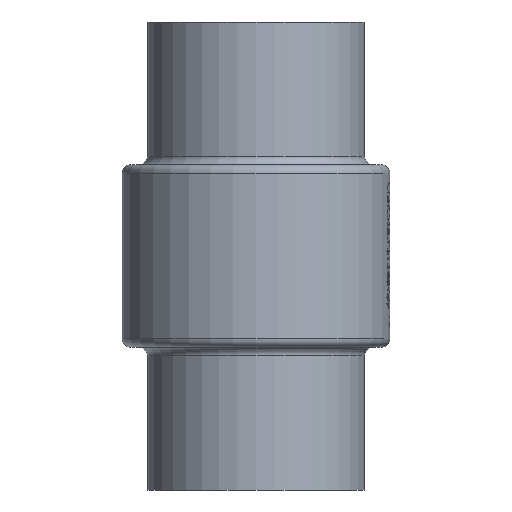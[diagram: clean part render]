
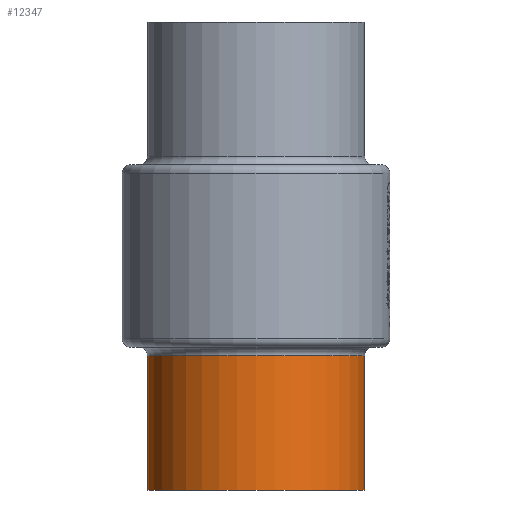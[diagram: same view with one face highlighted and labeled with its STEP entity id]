
A CAD part, front view. The second image highlights one B-rep face of the part: STEP entity #12347.
In plain terms, the highlighted cylindrical face has radius 38.05 mm (diameter 76.1 mm), a partial arc.
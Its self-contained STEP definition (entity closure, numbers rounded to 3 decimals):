
#89 = DIRECTION ( 'NONE',  ( 1., 0., 0. ) ) ;
#113 = CARTESIAN_POINT ( 'NONE',  ( 0., 0., -117. ) ) ;
#462 = CARTESIAN_POINT ( 'NONE',  ( 38.05, 0., -164. ) ) ;
#566 = ORIENTED_EDGE ( 'NONE', *, *, #20494, .F. ) ;
#1309 = FACE_OUTER_BOUND ( 'NONE', #9741, .T. ) ;
#2170 = CARTESIAN_POINT ( 'NONE',  ( 0., 0., -164. ) ) ;
#3021 = VERTEX_POINT ( 'NONE', #15090 ) ;
#3383 = CYLINDRICAL_SURFACE ( 'NONE', #16584, 38.05 ) ;
#3414 = VERTEX_POINT ( 'NONE', #24328 ) ;
#3749 = DIRECTION ( 'NONE',  ( 0., 0., -1. ) ) ;
#4160 = CARTESIAN_POINT ( 'NONE',  ( -38.05, 0., -164. ) ) ;
#4253 = EDGE_CURVE ( 'NONE', #7092, #3021, #17186, .T. ) ;
#7092 = VERTEX_POINT ( 'NONE', #23364 ) ;
#7715 = VECTOR ( 'NONE', #11171, 1000. ) ;
#8757 = AXIS2_PLACEMENT_3D ( 'NONE', #113, #3749, #20655 ) ;
#9032 = LINE ( 'NONE', #462, #19627 ) ;
#9741 = EDGE_LOOP ( 'NONE', ( #10878, #13079, #16477, #566 ) ) ;
#10878 = ORIENTED_EDGE ( 'NONE', *, *, #4253, .T. ) ;
#11042 = CARTESIAN_POINT ( 'NONE',  ( -38.05, 0., -164. ) ) ;
#11171 = DIRECTION ( 'NONE',  ( 0., 0., -1. ) ) ;
#12347 = ADVANCED_FACE ( 'NONE', ( #1309 ), #3383, .T. ) ;
#12693 = DIRECTION ( 'NONE',  ( 0., 0., 1. ) ) ;
#13079 = ORIENTED_EDGE ( 'NONE', *, *, #24524, .T. ) ;
#15090 = CARTESIAN_POINT ( 'NONE',  ( -38.05, 0., -117. ) ) ;
#16477 = ORIENTED_EDGE ( 'NONE', *, *, #25600, .T. ) ;
#16584 = AXIS2_PLACEMENT_3D ( 'NONE', #20287, #20697, #20557 ) ;
#17045 = AXIS2_PLACEMENT_3D ( 'NONE', #2170, #12693, #89 ) ;
#17186 = CIRCLE ( 'NONE', #8757, 38.05 ) ;
#19253 = CIRCLE ( 'NONE', #17045, 38.05 ) ;
#19316 = DIRECTION ( 'NONE',  ( 0., 0., -1. ) ) ;
#19627 = VECTOR ( 'NONE', #19316, 1000. ) ;
#20287 = CARTESIAN_POINT ( 'NONE',  ( 0., 0., -164. ) ) ;
#20494 = EDGE_CURVE ( 'NONE', #7092, #3414, #9032, .T. ) ;
#20557 = DIRECTION ( 'NONE',  ( 1., 0., 0. ) ) ;
#20655 = DIRECTION ( 'NONE',  ( 1., 0., 0. ) ) ;
#20697 = DIRECTION ( 'NONE',  ( 0., 0., -1. ) ) ;
#23364 = CARTESIAN_POINT ( 'NONE',  ( 38.05, 0., -117. ) ) ;
#24058 = LINE ( 'NONE', #11042, #7715 ) ;
#24328 = CARTESIAN_POINT ( 'NONE',  ( 38.05, 0., -164. ) ) ;
#24524 = EDGE_CURVE ( 'NONE', #3021, #26734, #24058, .T. ) ;
#25600 = EDGE_CURVE ( 'NONE', #26734, #3414, #19253, .T. ) ;
#26734 = VERTEX_POINT ( 'NONE', #4160 ) ;
